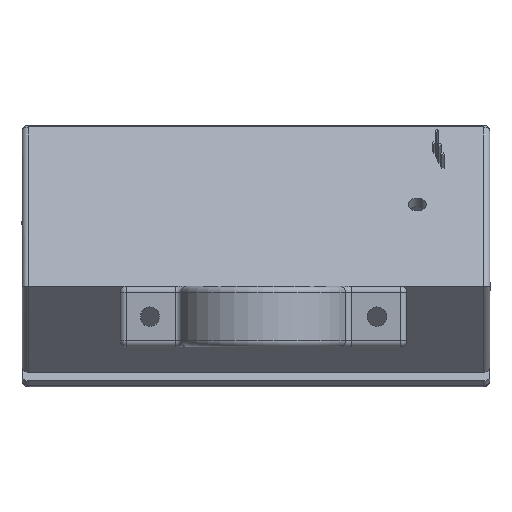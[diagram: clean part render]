
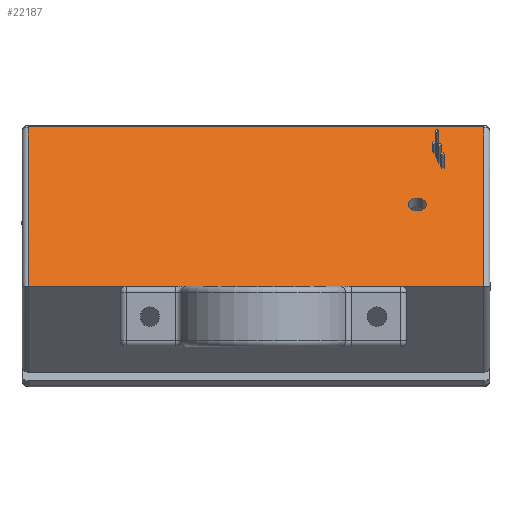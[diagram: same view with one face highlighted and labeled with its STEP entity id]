
A CAD part, front view. The second image highlights one B-rep face of the part: STEP entity #22187.
In plain terms, the highlighted face is planar.
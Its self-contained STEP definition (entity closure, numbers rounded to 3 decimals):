
#437 = VECTOR ( 'NONE', #13572, 1000. ) ;
#569 = CARTESIAN_POINT ( 'NONE',  ( 0., 0., -37.54 ) ) ;
#990 = VERTEX_POINT ( 'NONE', #16020 ) ;
#1284 = VERTEX_POINT ( 'NONE', #5137 ) ;
#1464 = VECTOR ( 'NONE', #22854, 1000. ) ;
#1477 = ORIENTED_EDGE ( 'NONE', *, *, #6552, .T. ) ;
#1647 = FACE_OUTER_BOUND ( 'NONE', #23691, .T. ) ;
#2288 = VECTOR ( 'NONE', #12148, 1000. ) ;
#2942 = DIRECTION ( 'NONE',  ( 0., -1., 0. ) ) ;
#3147 = FACE_BOUND ( 'NONE', #11074, .T. ) ;
#3659 = VECTOR ( 'NONE', #13672, 1000. ) ;
#4193 = LINE ( 'NONE', #19480, #437 ) ;
#5137 = CARTESIAN_POINT ( 'NONE',  ( -18.05, 0., 37.54 ) ) ;
#6410 = AXIS2_PLACEMENT_3D ( 'NONE', #18183, #18439, #11041 ) ;
#6552 = EDGE_CURVE ( 'NONE', #1284, #13024, #9742, .T. ) ;
#8206 = CARTESIAN_POINT ( 'NONE',  ( 19.05, 0., 37.54 ) ) ;
#8971 = VERTEX_POINT ( 'NONE', #8206 ) ;
#9474 = ORIENTED_EDGE ( 'NONE', *, *, #20390, .F. ) ;
#9742 = LINE ( 'NONE', #15508, #3659 ) ;
#10135 = AXIS2_PLACEMENT_3D ( 'NONE', #16117, #2942, #17985 ) ;
#11041 = DIRECTION ( 'NONE',  ( 0., 0., 1. ) ) ;
#11074 = EDGE_LOOP ( 'NONE', ( #21971 ) ) ;
#12148 = DIRECTION ( 'NONE',  ( -1., 0., 0. ) ) ;
#13024 = VERTEX_POINT ( 'NONE', #19606 ) ;
#13572 = DIRECTION ( 'NONE',  ( 0., 0., -1. ) ) ;
#13672 = DIRECTION ( 'NONE',  ( 0., 0., -1. ) ) ;
#14592 = PLANE ( 'NONE',  #6410 ) ;
#15508 = CARTESIAN_POINT ( 'NONE',  ( -18.05, 0., 0. ) ) ;
#16020 = CARTESIAN_POINT ( 'NONE',  ( 0., 0., 25.04 ) ) ;
#16117 = CARTESIAN_POINT ( 'NONE',  ( 0., 0., 26.54 ) ) ;
#16502 = ORIENTED_EDGE ( 'NONE', *, *, #17836, .T. ) ;
#16833 = VERTEX_POINT ( 'NONE', #21125 ) ;
#17684 = EDGE_CURVE ( 'NONE', #990, #990, #23491, .T. ) ;
#17836 = EDGE_CURVE ( 'NONE', #13024, #16833, #22985, .T. ) ;
#17985 = DIRECTION ( 'NONE',  ( 0., 0., -1. ) ) ;
#18183 = CARTESIAN_POINT ( 'NONE',  ( 0., 0., 0. ) ) ;
#18439 = DIRECTION ( 'NONE',  ( 0., 1., 0. ) ) ;
#18682 = EDGE_CURVE ( 'NONE', #8971, #1284, #19534, .T. ) ;
#19480 = CARTESIAN_POINT ( 'NONE',  ( 19.05, 0., -38.54 ) ) ;
#19534 = LINE ( 'NONE', #19764, #2288 ) ;
#19606 = CARTESIAN_POINT ( 'NONE',  ( -18.05, 0., -37.54 ) ) ;
#19764 = CARTESIAN_POINT ( 'NONE',  ( 0., 0., 37.54 ) ) ;
#20390 = EDGE_CURVE ( 'NONE', #8971, #16833, #4193, .T. ) ;
#20935 = ORIENTED_EDGE ( 'NONE', *, *, #18682, .T. ) ;
#21125 = CARTESIAN_POINT ( 'NONE',  ( 19.05, 0., -37.54 ) ) ;
#21971 = ORIENTED_EDGE ( 'NONE', *, *, #17684, .F. ) ;
#22187 = ADVANCED_FACE ( 'NONE', ( #3147, #1647 ), #14592, .F. ) ;
#22854 = DIRECTION ( 'NONE',  ( 1., 0., 0. ) ) ;
#22985 = LINE ( 'NONE', #569, #1464 ) ;
#23491 = CIRCLE ( 'NONE', #10135, 1.5 ) ;
#23691 = EDGE_LOOP ( 'NONE', ( #9474, #20935, #1477, #16502 ) ) ;
